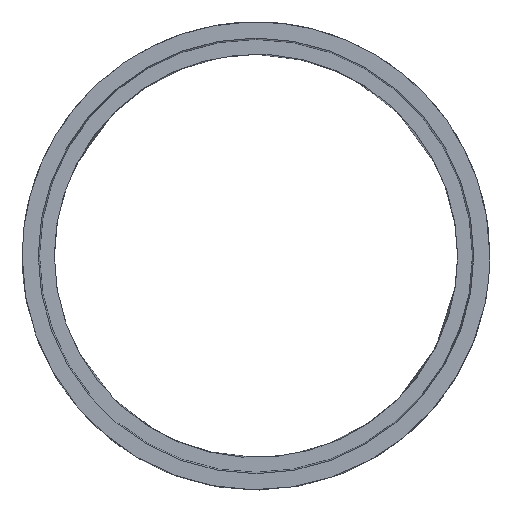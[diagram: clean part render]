
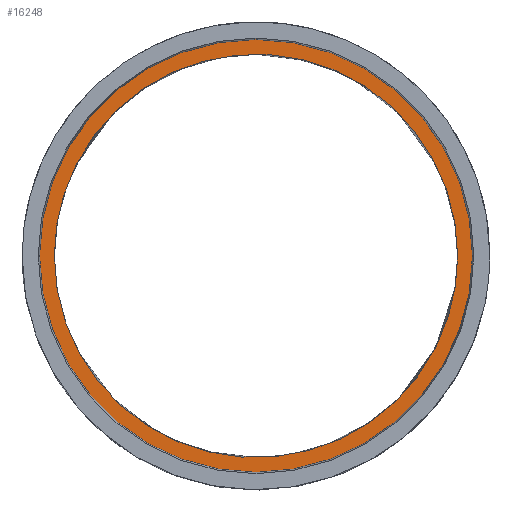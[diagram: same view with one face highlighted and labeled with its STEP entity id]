
A CAD part, top view. The second image highlights one B-rep face of the part: STEP entity #16248.
In plain terms, the highlighted planar face has unit normal (0, 0, 1).
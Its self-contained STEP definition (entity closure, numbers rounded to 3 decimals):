
#18 = CARTESIAN_POINT ( 'NONE',  ( 805., 0., 500. ) ) ;
#201 = CARTESIAN_POINT ( 'NONE',  ( 750., 0., 500. ) ) ;
#236 = CARTESIAN_POINT ( 'NONE',  ( 389.682, -670.978, 500. ) ) ;
#420 = CARTESIAN_POINT ( 'NONE',  ( 744.916, 88.853, 500. ) ) ;
#560 = CARTESIAN_POINT ( 'NONE',  ( 198.907, -750., 500. ) ) ;
#668 = CARTESIAN_POINT ( 'NONE',  ( -198.907, -750., 500. ) ) ;
#915 = AXIS2_PLACEMENT_3D ( 'NONE', #2458, #10962, #15600 ) ;
#985 = EDGE_CURVE ( 'NONE', #3129, #5322, #1659, .T. ) ;
#1659 = B_SPLINE_CURVE_WITH_KNOTS ( 'NONE', 3,
 ( #201, #19810, #5256, #3527, #420, #11622, #9990, #6868, #1918, #8380, #11837, #6980, #8488, #3637 ),
 .UNSPECIFIED., .F., .F.,
 ( 4, 1, 1, 1, 1, 2, 2, 2, 4 ),
 ( 0., 0.029, 0.059, 0.088, 0.117, 0.585, 1.17, 1.756, 2.341 ),
 .UNSPECIFIED. ) ;
#1918 = CARTESIAN_POINT ( 'NONE',  ( 198.907, 750., 500. ) ) ;
#2096 = ORIENTED_EDGE ( 'NONE', *, *, #11773, .T. ) ;
#2169 = CARTESIAN_POINT ( 'NONE',  ( 0., 0., 500. ) ) ;
#2280 = CARTESIAN_POINT ( 'NONE',  ( -670.978, -389.682, 500. ) ) ;
#2458 = CARTESIAN_POINT ( 'NONE',  ( 750., 0., 500. ) ) ;
#2481 = DIRECTION ( 'NONE',  ( 1., 0., 0. ) ) ;
#2662 = PLANE ( 'NONE',  #915 ) ;
#2959 = CIRCLE ( 'NONE', #6744, 805. ) ;
#3129 = VERTEX_POINT ( 'NONE', #6852 ) ;
#3507 = VERTEX_POINT ( 'NONE', #18 ) ;
#3527 = CARTESIAN_POINT ( 'NONE',  ( 747.84, 59.417, 500. ) ) ;
#3637 = CARTESIAN_POINT ( 'NONE',  ( -750., 0., 500. ) ) ;
#4199 = DIRECTION ( 'NONE',  ( 1., 0., 0. ) ) ;
#5079 = CARTESIAN_POINT ( 'NONE',  ( 750., -9.945, 500. ) ) ;
#5256 = CARTESIAN_POINT ( 'NONE',  ( 749.605, 29.795, 500. ) ) ;
#5322 = VERTEX_POINT ( 'NONE', #16955 ) ;
#5607 = CARTESIAN_POINT ( 'NONE',  ( -805., 0., 500. ) ) ;
#6744 = AXIS2_PLACEMENT_3D ( 'NONE', #2169, #19284, #4199 ) ;
#6852 = CARTESIAN_POINT ( 'NONE',  ( 750., 0., 500. ) ) ;
#6868 = CARTESIAN_POINT ( 'NONE',  ( 389.682, 670.978, 500. ) ) ;
#6980 = CARTESIAN_POINT ( 'NONE',  ( -670.978, 389.682, 500. ) ) ;
#7123 = CARTESIAN_POINT ( 'NONE',  ( 642.849, -417.811, 500. ) ) ;
#7226 = CARTESIAN_POINT ( 'NONE',  ( 720.494, -264.174, 500. ) ) ;
#8380 = CARTESIAN_POINT ( 'NONE',  ( -198.907, 750., 500. ) ) ;
#8488 = CARTESIAN_POINT ( 'NONE',  ( -750., 198.907, 500. ) ) ;
#8735 = CARTESIAN_POINT ( 'NONE',  ( 744.916, -88.853, 500. ) ) ;
#9256 = DIRECTION ( 'NONE',  ( 0., 0., 1. ) ) ;
#9990 = CARTESIAN_POINT ( 'NONE',  ( 642.849, 417.811, 500. ) ) ;
#10644 = FACE_BOUND ( 'NONE', #15726, .T. ) ;
#10962 = DIRECTION ( 'NONE',  ( 0., 0., -1. ) ) ;
#11570 = AXIS2_PLACEMENT_3D ( 'NONE', #17241, #9256, #2481 ) ;
#11622 = CARTESIAN_POINT ( 'NONE',  ( 720.494, 264.174, 500. ) ) ;
#11655 = CARTESIAN_POINT ( 'NONE',  ( 749.605, -29.795, 500. ) ) ;
#11763 = CARTESIAN_POINT ( 'NONE',  ( -750., 0., 500. ) ) ;
#11773 = EDGE_CURVE ( 'NONE', #3507, #15763, #2959, .T. ) ;
#11790 = EDGE_CURVE ( 'NONE', #15763, #3507, #18793, .T. ) ;
#11837 = CARTESIAN_POINT ( 'NONE',  ( -389.682, 670.978, 500. ) ) ;
#11872 = CARTESIAN_POINT ( 'NONE',  ( -750., -198.907, 500. ) ) ;
#11882 = B_SPLINE_CURVE_WITH_KNOTS ( 'NONE', 3,
 ( #11763, #11872, #2280, #15413, #668, #560, #236, #7123, #7226, #8735, #15307, #11655, #5079, #18222 ),
 .UNSPECIFIED., .F., .F.,
 ( 4, 2, 2, 2, 1, 1, 1, 1, 4 ),
 ( 2.341, 2.926, 3.511, 4.096, 4.564, 4.593, 4.623, 4.652, 4.681 ),
 .UNSPECIFIED. ) ;
#12242 = ORIENTED_EDGE ( 'NONE', *, *, #14597, .F. ) ;
#12480 = FACE_OUTER_BOUND ( 'NONE', #14667, .T. ) ;
#14597 = EDGE_CURVE ( 'NONE', #5322, #3129, #11882, .T. ) ;
#14667 = EDGE_LOOP ( 'NONE', ( #2096, #14817 ) ) ;
#14817 = ORIENTED_EDGE ( 'NONE', *, *, #11790, .T. ) ;
#15307 = CARTESIAN_POINT ( 'NONE',  ( 747.84, -59.417, 500. ) ) ;
#15413 = CARTESIAN_POINT ( 'NONE',  ( -389.682, -670.978, 500. ) ) ;
#15600 = DIRECTION ( 'NONE',  ( -1., 0., 0. ) ) ;
#15726 = EDGE_LOOP ( 'NONE', ( #20261, #12242 ) ) ;
#15763 = VERTEX_POINT ( 'NONE', #5607 ) ;
#16248 = ADVANCED_FACE ( 'NONE', ( #12480, #10644 ), #2662, .F. ) ;
#16955 = CARTESIAN_POINT ( 'NONE',  ( -750., 0., 500. ) ) ;
#17241 = CARTESIAN_POINT ( 'NONE',  ( 0., 0., 500. ) ) ;
#18222 = CARTESIAN_POINT ( 'NONE',  ( 750., 0., 500. ) ) ;
#18793 = CIRCLE ( 'NONE', #11570, 805. ) ;
#19284 = DIRECTION ( 'NONE',  ( 0., 0., 1. ) ) ;
#19810 = CARTESIAN_POINT ( 'NONE',  ( 750., 9.945, 500. ) ) ;
#20261 = ORIENTED_EDGE ( 'NONE', *, *, #985, .F. ) ;
